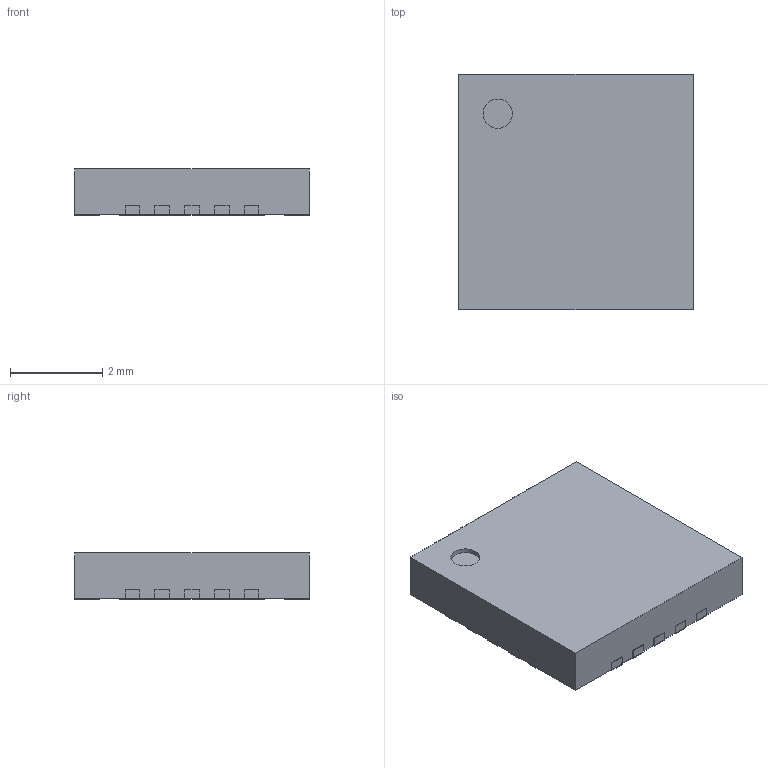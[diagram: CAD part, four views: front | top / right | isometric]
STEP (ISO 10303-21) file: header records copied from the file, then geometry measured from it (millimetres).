
FILE_DESCRIPTION(('Open CASCADE Model'),'2;1');
FILE_NAME('Open CASCADE Shape Model','2022-04-26T19:52:37',('Author'),( 'Open CASCADE'),'Open CASCADE STEP processor 6.8','Open CASCADE 6.8' ,'Unknown');
FILE_SCHEMA(('AUTOMOTIVE_DESIGN { 1 0 10303 214 1 1 1 1 }'));
Length unit declared in the file: millimetre
Products named in the file (7): QFN20.step; Open CASCADE STEP translator 6.8 39.1; Body; Open CASCADE STEP translator 6.8 39.2.1; Thermal_Shape; Pin_Shape; Open CASCADE STEP translator 6.8 39.4.1
Assembly tree (25 placements, depth 3):
  QFN20.step
    Open CASCADE STEP translator 6.8 39.1
    Body
      Open CASCADE STEP translator 6.8 39.2.1
    Thermal_Shape
    Pin_Shape  x20
      Open CASCADE STEP translator 6.8 39.4.1
Bounding box: 5.12 x 5.12 x 1 mm (x, y, z)
Volume: 25.9 mm3; surface area: 102.3 mm2
Topology: 22 solids, 23 shells, 296 faces, 591 edges, 341 vertices
Faces by surface type: plane 295, cylinder 1
Full cylindrical faces by diameter (mm): 0.637 x1
Entity records: 1058 total; most frequent: DIRECTION 174, CARTESIAN_POINT 152, ORIENTED_EDGE 117, AXIS2_PLACEMENT_3D 59, EDGE_CURVE 59, LINE 56, VECTOR 56, VERTEX_POINT 37
